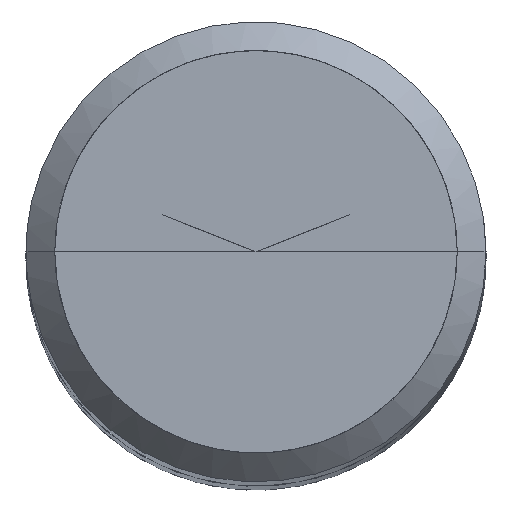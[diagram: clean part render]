
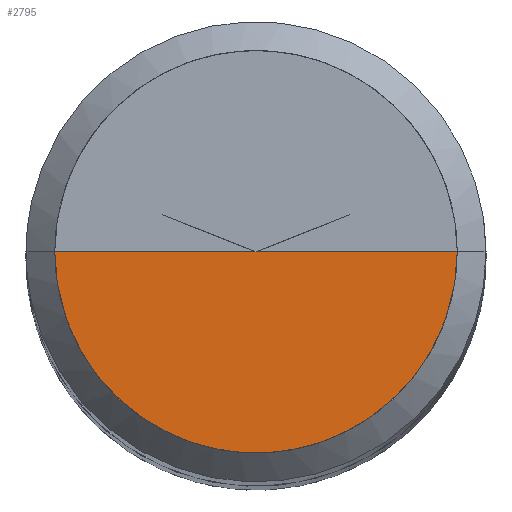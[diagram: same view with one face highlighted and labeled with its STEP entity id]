
A CAD part, top view. The second image highlights one B-rep face of the part: STEP entity #2795.
In plain terms, the highlighted free-form (B-spline) face has degree [1, 2] with [2, 5] control points.
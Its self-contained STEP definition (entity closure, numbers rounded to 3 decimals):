
#2355=CARTESIAN_POINT('',(3.5,0.0,38.8));
#2359=CARTESIAN_POINT('',(-3.5,0.0,38.8));
#2360=CARTESIAN_POINT('',(0.0,0.0,38.8));
#2373=CARTESIAN_POINT('',(-3.5,-3.5,38.8));
#2374=CARTESIAN_POINT('',(0.0,-3.5,38.8));
#2375=CARTESIAN_POINT('',(3.5,-3.5,38.8));
#2780=(
BOUNDED_SURFACE()
B_SPLINE_SURFACE(1,2,(
(#2359,#2373,#2374,#2375,#2355),
(#2360,#2360,#2360,#2360,#2360)
), .UNSPECIFIED.,.F.,.F.,.F.)
B_SPLINE_SURFACE_WITH_KNOTS((2,2),(3,2,3),(
0.0,1.0),(
0.0,0.5,1.0), .UNSPECIFIED.)
GEOMETRIC_REPRESENTATION_ITEM()
RATIONAL_B_SPLINE_SURFACE(((1.0,0.707,1.0,0.707,1.0),
(1.0,0.707,1.0,0.707,1.0)
))
REPRESENTATION_ITEM('')
SURFACE()
);
#2781=(
BOUNDED_CURVE()
B_SPLINE_CURVE(1,(#2360,#2355),.UNSPECIFIED.,.F.,.F.)
B_SPLINE_CURVE_WITH_KNOTS((2,2),
(0.0,1.0),.UNSPECIFIED.)
CURVE()
GEOMETRIC_REPRESENTATION_ITEM()
RATIONAL_B_SPLINE_CURVE((1.0,1.0))
REPRESENTATION_ITEM('')
);
#2782=(
BOUNDED_CURVE()
B_SPLINE_CURVE(2,(#2355,#2375,#2374,#2373,#2359),.UNSPECIFIED.,.F.,.F.)
B_SPLINE_CURVE_WITH_KNOTS((3,2,3),
(0.0,0.5,1.0),.UNSPECIFIED.)
CURVE()
GEOMETRIC_REPRESENTATION_ITEM()
RATIONAL_B_SPLINE_CURVE((1.0,0.707,1.0,0.707,1.0))
REPRESENTATION_ITEM('')
);
#2783=(
BOUNDED_CURVE()
B_SPLINE_CURVE(1,(#2359,#2360),.UNSPECIFIED.,.F.,.F.)
B_SPLINE_CURVE_WITH_KNOTS((2,2),
(0.0,1.0),.UNSPECIFIED.)
CURVE()
GEOMETRIC_REPRESENTATION_ITEM()
RATIONAL_B_SPLINE_CURVE((1.0,1.0))
REPRESENTATION_ITEM('')
);
#2784=VERTEX_POINT('',#2355);
#2785=VERTEX_POINT('',#2359);
#2786=VERTEX_POINT('',#2360);
#2787=EDGE_CURVE('',#2786,#2784,#2781,.T.);
#2788=EDGE_CURVE('',#2784,#2785,#2782,.T.);
#2789=EDGE_CURVE('',#2785,#2786,#2783,.T.);
#2790=ORIENTED_EDGE('',*,*,#2787,.T.);
#2791=ORIENTED_EDGE('',*,*,#2788,.T.);
#2792=ORIENTED_EDGE('',*,*,#2789,.T.);
#2793=EDGE_LOOP('',(#2790,#2791,#2792));
#2794=FACE_OUTER_BOUND('',#2793,.T.);
#2795=ADVANCED_FACE('',(#2794),#2780,.T.);
